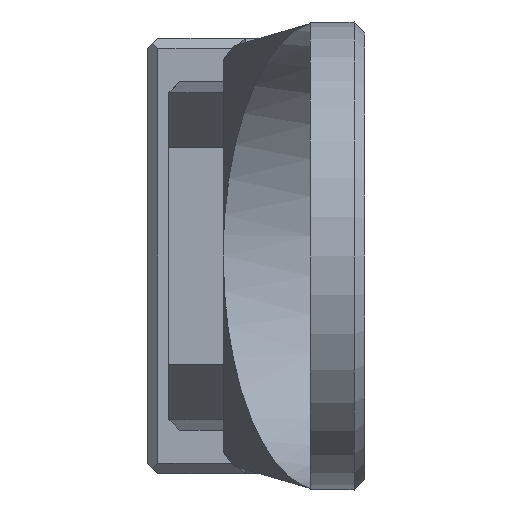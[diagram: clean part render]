
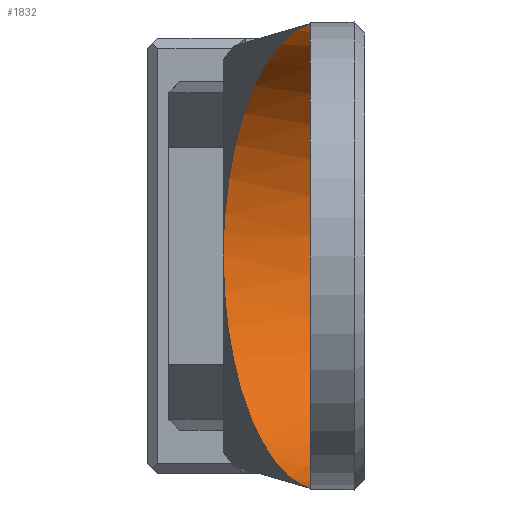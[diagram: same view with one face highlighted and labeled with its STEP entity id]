
A CAD part, left-side view. The second image highlights one B-rep face of the part: STEP entity #1832.
In plain terms, the highlighted cylindrical face has radius 10.75 mm (diameter 21.5 mm), a partial arc.
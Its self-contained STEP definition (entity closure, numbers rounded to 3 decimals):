
#15=ELLIPSE('',#1940,11.676,10.75);
#16=ELLIPSE('',#1942,11.676,10.75);
#22=CYLINDRICAL_SURFACE('',#1972,10.75);
#44=CIRCLE('',#1944,10.75);
#174=FACE_OUTER_BOUND('',#299,.T.);
#299=EDGE_LOOP('',(#1611,#1612,#1613));
#772=VERTEX_POINT('',#2507);
#789=VERTEX_POINT('',#2548);
#866=VERTEX_POINT('',#2791);
#1114=EDGE_CURVE('',#789,#772,#15,.T.);
#1115=EDGE_CURVE('',#772,#866,#16,.T.);
#1116=EDGE_CURVE('',#789,#866,#44,.T.);
#1611=ORIENTED_EDGE('',*,*,#1115,.T.);
#1612=ORIENTED_EDGE('',*,*,#1116,.F.);
#1613=ORIENTED_EDGE('',*,*,#1114,.T.);
#1832=ADVANCED_FACE('',(#174),#22,.F.);
#1940=AXIS2_PLACEMENT_3D('',#2881,#2348,#2349);
#1942=AXIS2_PLACEMENT_3D('',#2883,#2352,#2353);
#1944=AXIS2_PLACEMENT_3D('',#2885,#2356,#2357);
#1972=AXIS2_PLACEMENT_3D('',#2945,#2433,#2434);
#2348=DIRECTION('center_axis',(-0.39,0.921,0.));
#2349=DIRECTION('ref_axis',(-0.921,-0.39,0.));
#2352=DIRECTION('center_axis',(-0.39,0.921,0.));
#2353=DIRECTION('ref_axis',(-0.921,-0.39,0.));
#2356=DIRECTION('center_axis',(0.,1.,0.));
#2357=DIRECTION('ref_axis',(-1.,0.,0.));
#2433=DIRECTION('center_axis',(0.,-1.,0.));
#2434=DIRECTION('ref_axis',(1.,0.,0.));
#2507=CARTESIAN_POINT('',(16.75,6.5,-8.));
#2548=CARTESIAN_POINT('',(7.313,2.5,2.669));
#2791=CARTESIAN_POINT('',(7.313,2.5,-18.669));
#2881=CARTESIAN_POINT('Origin',(6.,1.943,-8.));
#2883=CARTESIAN_POINT('Origin',(6.,1.943,-8.));
#2885=CARTESIAN_POINT('Origin',(6.,2.5,-8.));
#2945=CARTESIAN_POINT('Origin',(6.,9.,-8.));
